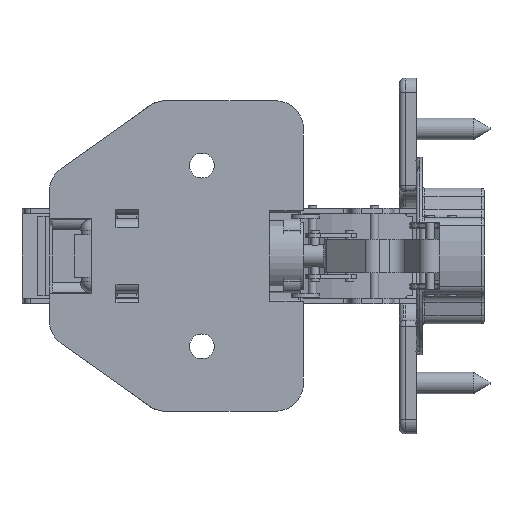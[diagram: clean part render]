
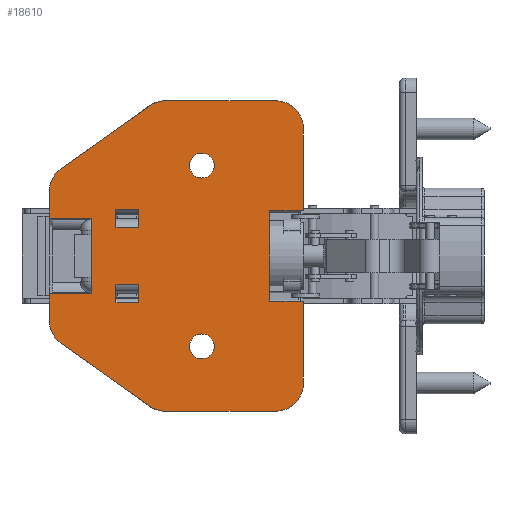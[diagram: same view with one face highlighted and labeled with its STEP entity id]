
A CAD part, front view. The second image highlights one B-rep face of the part: STEP entity #18610.
In plain terms, the highlighted face is planar.
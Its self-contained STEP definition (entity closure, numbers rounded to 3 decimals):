
#511=FACE_BOUND('',#3849,.T.);
#512=FACE_BOUND('',#3850,.T.);
#513=FACE_BOUND('',#3851,.T.);
#514=FACE_BOUND('',#3852,.T.);
#1780=CIRCLE('',#20703,5.);
#1781=CIRCLE('',#20704,5.);
#1782=CIRCLE('',#20705,5.);
#1783=CIRCLE('',#20706,5.);
#1784=CIRCLE('',#20707,5.);
#1785=CIRCLE('',#20708,5.);
#1786=CIRCLE('',#20709,2.2);
#1787=CIRCLE('',#20710,2.2);
#2762=FACE_OUTER_BOUND('',#3848,.T.);
#3848=EDGE_LOOP('',(#15616,#15617,#15618,#15619,#15620,#15621,#15622,#15623,
#15624,#15625,#15626,#15627,#15628,#15629,#15630,#15631,#15632,#15633,#15634,
#15635));
#3849=EDGE_LOOP('',(#15636,#15637,#15638,#15639));
#3850=EDGE_LOOP('',(#15640,#15641,#15642,#15643));
#3851=EDGE_LOOP('',(#15644));
#3852=EDGE_LOOP('',(#15645));
#5259=LINE('',#32178,#6759);
#5274=LINE('',#32215,#6774);
#5278=LINE('',#32224,#6778);
#5283=LINE('',#32237,#6783);
#5284=LINE('',#32240,#6784);
#5285=LINE('',#32244,#6785);
#5286=LINE('',#32248,#6786);
#5287=LINE('',#32252,#6787);
#5288=LINE('',#32254,#6788);
#5289=LINE('',#32256,#6789);
#5290=LINE('',#32258,#6790);
#5291=LINE('',#32260,#6791);
#5292=LINE('',#32264,#6792);
#5293=LINE('',#32268,#6793);
#5294=LINE('',#32272,#6794);
#5295=LINE('',#32274,#6795);
#5296=LINE('',#32276,#6796);
#5297=LINE('',#32277,#6797);
#5298=LINE('',#32280,#6798);
#5299=LINE('',#32282,#6799);
#5300=LINE('',#32284,#6800);
#5301=LINE('',#32285,#6801);
#6759=VECTOR('',#25550,10.);
#6774=VECTOR('',#25579,10.);
#6778=VECTOR('',#25589,10.);
#6783=VECTOR('',#25606,10.);
#6784=VECTOR('',#25609,10.);
#6785=VECTOR('',#25612,10.);
#6786=VECTOR('',#25615,10.);
#6787=VECTOR('',#25618,10.);
#6788=VECTOR('',#25619,10.);
#6789=VECTOR('',#25620,10.);
#6790=VECTOR('',#25621,10.);
#6791=VECTOR('',#25622,10.);
#6792=VECTOR('',#25625,10.);
#6793=VECTOR('',#25628,10.);
#6794=VECTOR('',#25631,10.);
#6795=VECTOR('',#25632,10.);
#6796=VECTOR('',#25633,10.);
#6797=VECTOR('',#25634,10.);
#6798=VECTOR('',#25635,10.);
#6799=VECTOR('',#25636,10.);
#6800=VECTOR('',#25637,10.);
#6801=VECTOR('',#25638,10.);
#8374=VERTEX_POINT('',#32175);
#8375=VERTEX_POINT('',#32177);
#8389=VERTEX_POINT('',#32212);
#8390=VERTEX_POINT('',#32214);
#8392=VERTEX_POINT('',#32222);
#8395=VERTEX_POINT('',#32239);
#8396=VERTEX_POINT('',#32241);
#8397=VERTEX_POINT('',#32243);
#8398=VERTEX_POINT('',#32245);
#8399=VERTEX_POINT('',#32247);
#8400=VERTEX_POINT('',#32249);
#8401=VERTEX_POINT('',#32251);
#8402=VERTEX_POINT('',#32253);
#8403=VERTEX_POINT('',#32255);
#8404=VERTEX_POINT('',#32257);
#8405=VERTEX_POINT('',#32259);
#8406=VERTEX_POINT('',#32261);
#8407=VERTEX_POINT('',#32263);
#8408=VERTEX_POINT('',#32265);
#8409=VERTEX_POINT('',#32267);
#8410=VERTEX_POINT('',#32270);
#8411=VERTEX_POINT('',#32271);
#8412=VERTEX_POINT('',#32273);
#8413=VERTEX_POINT('',#32275);
#8414=VERTEX_POINT('',#32278);
#8415=VERTEX_POINT('',#32279);
#8416=VERTEX_POINT('',#32281);
#8417=VERTEX_POINT('',#32283);
#8418=VERTEX_POINT('',#32286);
#8419=VERTEX_POINT('',#32288);
#10809=EDGE_CURVE('',#8375,#8374,#5259,.T.);
#10827=EDGE_CURVE('',#8390,#8389,#5274,.T.);
#10833=EDGE_CURVE('',#8374,#8392,#5278,.T.);
#10840=EDGE_CURVE('',#8392,#8390,#5283,.T.);
#10841=EDGE_CURVE('',#8389,#8395,#5284,.T.);
#10842=EDGE_CURVE('',#8396,#8395,#1780,.T.);
#10843=EDGE_CURVE('',#8396,#8397,#5285,.T.);
#10844=EDGE_CURVE('',#8398,#8397,#1781,.T.);
#10845=EDGE_CURVE('',#8398,#8399,#5286,.T.);
#10846=EDGE_CURVE('',#8400,#8399,#1782,.T.);
#10847=EDGE_CURVE('',#8400,#8401,#5287,.T.);
#10848=EDGE_CURVE('',#8401,#8402,#5288,.T.);
#10849=EDGE_CURVE('',#8402,#8403,#5289,.T.);
#10850=EDGE_CURVE('',#8403,#8404,#5290,.T.);
#10851=EDGE_CURVE('',#8404,#8405,#5291,.T.);
#10852=EDGE_CURVE('',#8406,#8405,#1783,.T.);
#10853=EDGE_CURVE('',#8406,#8407,#5292,.T.);
#10854=EDGE_CURVE('',#8408,#8407,#1784,.T.);
#10855=EDGE_CURVE('',#8408,#8409,#5293,.T.);
#10856=EDGE_CURVE('',#8375,#8409,#1785,.T.);
#10857=EDGE_CURVE('',#8410,#8411,#5294,.T.);
#10858=EDGE_CURVE('',#8411,#8412,#5295,.T.);
#10859=EDGE_CURVE('',#8412,#8413,#5296,.T.);
#10860=EDGE_CURVE('',#8413,#8410,#5297,.T.);
#10861=EDGE_CURVE('',#8414,#8415,#5298,.T.);
#10862=EDGE_CURVE('',#8415,#8416,#5299,.T.);
#10863=EDGE_CURVE('',#8416,#8417,#5300,.T.);
#10864=EDGE_CURVE('',#8417,#8414,#5301,.T.);
#10865=EDGE_CURVE('',#8418,#8418,#1786,.T.);
#10866=EDGE_CURVE('',#8419,#8419,#1787,.T.);
#15616=ORIENTED_EDGE('',*,*,#10833,.T.);
#15617=ORIENTED_EDGE('',*,*,#10840,.T.);
#15618=ORIENTED_EDGE('',*,*,#10827,.T.);
#15619=ORIENTED_EDGE('',*,*,#10841,.T.);
#15620=ORIENTED_EDGE('',*,*,#10842,.F.);
#15621=ORIENTED_EDGE('',*,*,#10843,.T.);
#15622=ORIENTED_EDGE('',*,*,#10844,.F.);
#15623=ORIENTED_EDGE('',*,*,#10845,.T.);
#15624=ORIENTED_EDGE('',*,*,#10846,.F.);
#15625=ORIENTED_EDGE('',*,*,#10847,.T.);
#15626=ORIENTED_EDGE('',*,*,#10848,.T.);
#15627=ORIENTED_EDGE('',*,*,#10849,.T.);
#15628=ORIENTED_EDGE('',*,*,#10850,.T.);
#15629=ORIENTED_EDGE('',*,*,#10851,.T.);
#15630=ORIENTED_EDGE('',*,*,#10852,.F.);
#15631=ORIENTED_EDGE('',*,*,#10853,.T.);
#15632=ORIENTED_EDGE('',*,*,#10854,.F.);
#15633=ORIENTED_EDGE('',*,*,#10855,.T.);
#15634=ORIENTED_EDGE('',*,*,#10856,.F.);
#15635=ORIENTED_EDGE('',*,*,#10809,.T.);
#15636=ORIENTED_EDGE('',*,*,#10857,.T.);
#15637=ORIENTED_EDGE('',*,*,#10858,.T.);
#15638=ORIENTED_EDGE('',*,*,#10859,.T.);
#15639=ORIENTED_EDGE('',*,*,#10860,.T.);
#15640=ORIENTED_EDGE('',*,*,#10861,.T.);
#15641=ORIENTED_EDGE('',*,*,#10862,.T.);
#15642=ORIENTED_EDGE('',*,*,#10863,.T.);
#15643=ORIENTED_EDGE('',*,*,#10864,.T.);
#15644=ORIENTED_EDGE('',*,*,#10865,.T.);
#15645=ORIENTED_EDGE('',*,*,#10866,.T.);
#16871=PLANE('',#20702);
#18610=ADVANCED_FACE('',(#2762,#511,#512,#513,#514),#16871,.F.);
#20702=AXIS2_PLACEMENT_3D('',#32238,#25607,#25608);
#20703=AXIS2_PLACEMENT_3D('',#32242,#25610,#25611);
#20704=AXIS2_PLACEMENT_3D('',#32246,#25613,#25614);
#20705=AXIS2_PLACEMENT_3D('',#32250,#25616,#25617);
#20706=AXIS2_PLACEMENT_3D('',#32262,#25623,#25624);
#20707=AXIS2_PLACEMENT_3D('',#32266,#25626,#25627);
#20708=AXIS2_PLACEMENT_3D('',#32269,#25629,#25630);
#20709=AXIS2_PLACEMENT_3D('',#32287,#25639,#25640);
#20710=AXIS2_PLACEMENT_3D('',#32289,#25641,#25642);
#25550=DIRECTION('',(0.,1.,0.));
#25579=DIRECTION('',(-1.,0.,0.));
#25589=DIRECTION('',(1.,0.,0.));
#25606=DIRECTION('',(0.,1.,0.));
#25607=DIRECTION('center_axis',(0.,0.,1.));
#25608=DIRECTION('ref_axis',(1.,0.,0.));
#25609=DIRECTION('',(0.,1.,0.));
#25610=DIRECTION('center_axis',(0.,0.,1.));
#25611=DIRECTION('ref_axis',(-0.707,0.707,0.));
#25612=DIRECTION('',(1.,0.,0.));
#25613=DIRECTION('center_axis',(0.,0.,1.));
#25614=DIRECTION('ref_axis',(0.304,0.953,0.));
#25615=DIRECTION('',(0.815,-0.579,0.));
#25616=DIRECTION('center_axis',(0.,0.,1.));
#25617=DIRECTION('ref_axis',(0.889,0.459,0.));
#25618=DIRECTION('',(0.,-1.,0.));
#25619=DIRECTION('',(-1.,0.,0.));
#25620=DIRECTION('',(0.,-1.,0.));
#25621=DIRECTION('',(1.,0.,0.));
#25622=DIRECTION('',(0.,-1.,0.));
#25623=DIRECTION('center_axis',(0.,0.,1.));
#25624=DIRECTION('ref_axis',(0.889,-0.459,0.));
#25625=DIRECTION('',(-0.815,-0.579,0.));
#25626=DIRECTION('center_axis',(0.,0.,1.));
#25627=DIRECTION('ref_axis',(0.304,-0.953,0.));
#25628=DIRECTION('',(-1.,0.,0.));
#25629=DIRECTION('center_axis',(0.,0.,1.));
#25630=DIRECTION('ref_axis',(-0.707,-0.707,0.));
#25631=DIRECTION('',(0.,-1.,0.));
#25632=DIRECTION('',(1.,0.,0.));
#25633=DIRECTION('',(0.,1.,0.));
#25634=DIRECTION('',(-1.,0.,0.));
#25635=DIRECTION('',(0.,1.,0.));
#25636=DIRECTION('',(-1.,0.,0.));
#25637=DIRECTION('',(0.,-1.,0.));
#25638=DIRECTION('',(1.,0.,0.));
#25639=DIRECTION('center_axis',(0.,0.,1.));
#25640=DIRECTION('ref_axis',(1.,0.,0.));
#25641=DIRECTION('center_axis',(0.,0.,1.));
#25642=DIRECTION('ref_axis',(1.,0.,0.));
#32175=CARTESIAN_POINT('',(-13.,-8.,0.));
#32177=CARTESIAN_POINT('',(-13.,-22.5,0.));
#32178=CARTESIAN_POINT('',(-13.,-27.5,0.));
#32212=CARTESIAN_POINT('',(-13.,8.,0.));
#32214=CARTESIAN_POINT('',(-7.,8.,0.));
#32215=CARTESIAN_POINT('',(-3.114,8.,0.));
#32222=CARTESIAN_POINT('',(-7.,-8.,0.));
#32224=CARTESIAN_POINT('',(-3.114,-8.,0.));
#32237=CARTESIAN_POINT('',(-7.,0.,0.));
#32238=CARTESIAN_POINT('Origin',(6.772,0.,0.));
#32239=CARTESIAN_POINT('',(-13.,22.5,0.));
#32240=CARTESIAN_POINT('',(-13.,-27.5,0.));
#32241=CARTESIAN_POINT('',(-8.,27.5,0.));
#32242=CARTESIAN_POINT('Origin',(-8.,22.5,0.));
#32243=CARTESIAN_POINT('',(11.405,27.5,0.));
#32244=CARTESIAN_POINT('',(-13.,27.5,0.));
#32245=CARTESIAN_POINT('',(14.301,26.576,0.));
#32246=CARTESIAN_POINT('Origin',(11.405,22.5,0.));
#32247=CARTESIAN_POINT('',(29.896,15.495,0.));
#32248=CARTESIAN_POINT('',(13.,27.5,0.));
#32249=CARTESIAN_POINT('',(32.,11.419,0.));
#32250=CARTESIAN_POINT('Origin',(27.,11.419,0.));
#32251=CARTESIAN_POINT('',(32.,6.7,0.));
#32252=CARTESIAN_POINT('',(32.,14.,0.));
#32253=CARTESIAN_POINT('',(24.5,6.7,0.));
#32254=CARTESIAN_POINT('',(19.386,6.7,0.));
#32255=CARTESIAN_POINT('',(24.5,-6.7,0.));
#32256=CARTESIAN_POINT('',(24.5,0.,0.));
#32257=CARTESIAN_POINT('',(32.,-6.7,0.));
#32258=CARTESIAN_POINT('',(19.386,-6.7,0.));
#32259=CARTESIAN_POINT('',(32.,-11.419,0.));
#32260=CARTESIAN_POINT('',(32.,14.,0.));
#32261=CARTESIAN_POINT('',(29.896,-15.495,0.));
#32262=CARTESIAN_POINT('Origin',(27.,-11.419,0.));
#32263=CARTESIAN_POINT('',(14.301,-26.576,0.));
#32264=CARTESIAN_POINT('',(32.,-14.,0.));
#32265=CARTESIAN_POINT('',(11.405,-27.5,0.));
#32266=CARTESIAN_POINT('Origin',(11.405,-22.5,0.));
#32267=CARTESIAN_POINT('',(-8.,-27.5,0.));
#32268=CARTESIAN_POINT('',(13.,-27.5,0.));
#32269=CARTESIAN_POINT('Origin',(-8.,-22.5,0.));
#32270=CARTESIAN_POINT('',(16.2,-5.075,0.));
#32271=CARTESIAN_POINT('',(16.2,-8.275,0.));
#32272=CARTESIAN_POINT('',(16.2,-4.138,0.));
#32273=CARTESIAN_POINT('',(20.2,-8.275,0.));
#32274=CARTESIAN_POINT('',(13.486,-8.275,0.));
#32275=CARTESIAN_POINT('',(20.2,-5.075,0.));
#32276=CARTESIAN_POINT('',(20.2,-2.538,0.));
#32277=CARTESIAN_POINT('',(11.486,-5.075,0.));
#32278=CARTESIAN_POINT('',(20.2,5.075,0.));
#32279=CARTESIAN_POINT('',(20.2,8.275,0.));
#32280=CARTESIAN_POINT('',(20.2,4.138,0.));
#32281=CARTESIAN_POINT('',(16.2,8.275,0.));
#32282=CARTESIAN_POINT('',(11.486,8.275,0.));
#32283=CARTESIAN_POINT('',(16.2,5.075,0.));
#32284=CARTESIAN_POINT('',(16.2,2.538,0.));
#32285=CARTESIAN_POINT('',(13.486,5.075,0.));
#32286=CARTESIAN_POINT('',(2.8,-16.,0.));
#32287=CARTESIAN_POINT('Origin',(5.,-16.,0.));
#32288=CARTESIAN_POINT('',(2.8,16.,0.));
#32289=CARTESIAN_POINT('Origin',(5.,16.,0.));
